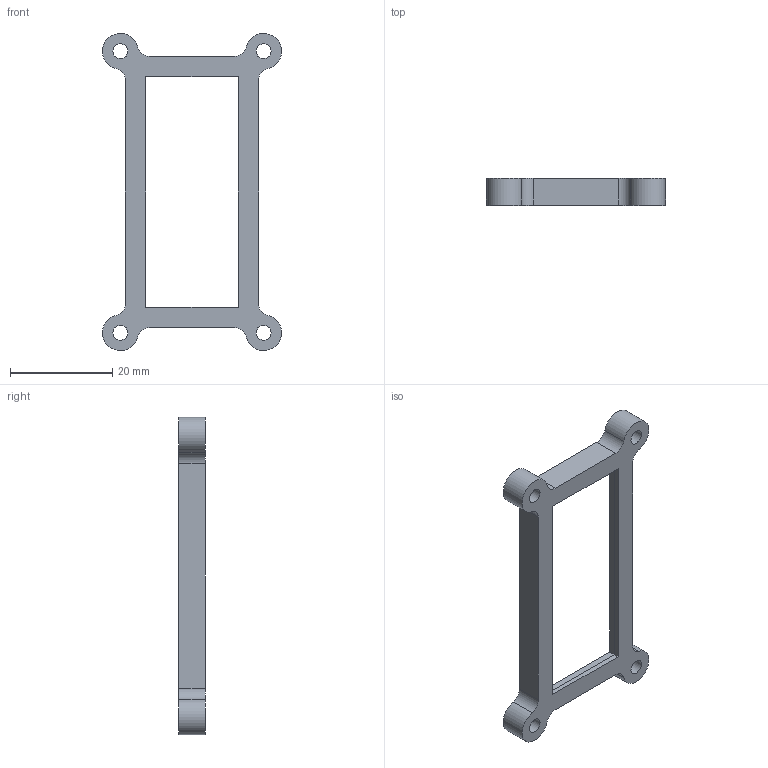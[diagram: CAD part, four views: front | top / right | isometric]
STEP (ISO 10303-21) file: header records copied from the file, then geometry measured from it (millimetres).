
FILE_DESCRIPTION(/* description */ (''),/* implementation_level */ '2;1');
FILE_NAME(/* name */ 'power_supply_mount.step',/* time_stamp */ '2023-03-30T19:40:14-04:00',/* author */ (''),/* organization */ (''),/* preprocessor_version */ 'ST-DEVELOPER v19.2',/* originating_system */ 'Autodesk Translation Framework v11.17.0.187',/* authorisation */ '');
FILE_SCHEMA (('AUTOMOTIVE_DESIGN { 1 0 10303 214 3 1 1 }'));
Length unit declared in the file: millimetre
Products named in the file (1): power_board_mount
Bounding box: 35 x 5.25 x 62 mm (x, y, z)
Volume: 2094.9 mm3; surface area: 3394.2 mm2
Topology: 1 solids, 1 shells, 36 faces, 96 edges, 64 vertices
Faces by surface type: plane 20, cylinder 16
Full cylindrical faces by diameter (mm): 2.9 x4
Entity records: 1185 total; most frequent: DIRECTION 202, CARTESIAN_POINT 197, ORIENTED_EDGE 192, EDGE_CURVE 96, AXIS2_PLACEMENT_3D 69, LINE 64, VECTOR 64, VERTEX_POINT 64
